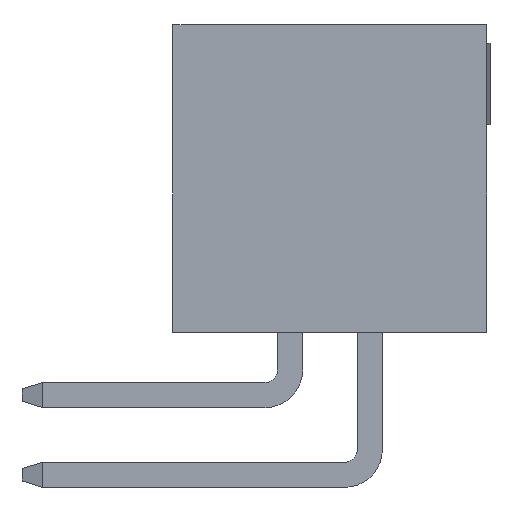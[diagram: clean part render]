
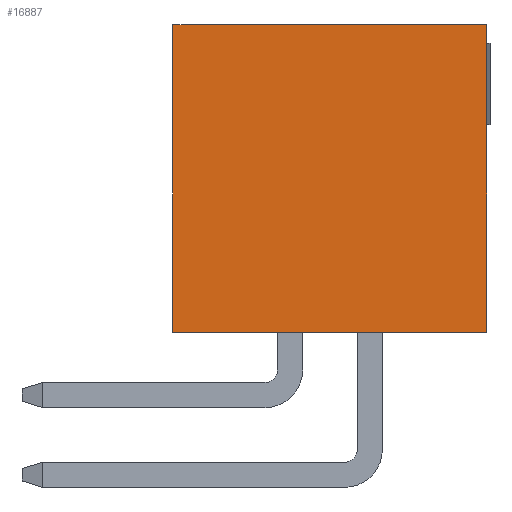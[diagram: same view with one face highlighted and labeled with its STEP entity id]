
A CAD part, left-side view. The second image highlights one B-rep face of the part: STEP entity #16887.
In plain terms, the highlighted planar face has unit normal (-1, 0, 0).
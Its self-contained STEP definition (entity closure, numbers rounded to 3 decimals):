
#2535=ORIENTED_EDGE('',*,*,#4924,.F.);
#2536=ORIENTED_EDGE('',*,*,#4892,.F.);
#2537=ORIENTED_EDGE('',*,*,#3921,.T.);
#2538=ORIENTED_EDGE('',*,*,#5228,.T.);
#3921=EDGE_CURVE('',#5758,#5757,#6941,.T.);
#4892=EDGE_CURVE('',#5758,#6438,#7912,.T.);
#4924=EDGE_CURVE('',#6438,#6445,#7944,.T.);
#5228=EDGE_CURVE('',#5757,#6445,#8248,.T.);
#5757=VERTEX_POINT('',#21018);
#5758=VERTEX_POINT('',#21020);
#6438=VERTEX_POINT('',#22936);
#6445=VERTEX_POINT('',#22976);
#6941=LINE('',#21019,#8769);
#7912=LINE('',#22935,#9740);
#7944=LINE('',#22975,#9772);
#8248=LINE('',#23581,#10076);
#8769=VECTOR('',#17845,1000.);
#9740=VECTOR('',#19346,1000.);
#9772=VECTOR('',#19380,1000.);
#10076=VECTOR('',#19844,1000.);
#10986=EDGE_LOOP('',(#2535,#2536,#2537,#2538));
#11646=FACE_BOUND('',#10986,.T.);
#12255=PLANE('',#17511);
#16887=ADVANCED_FACE('',(#11646),#12255,.T.);
#17511=AXIS2_PLACEMENT_3D('',#23582,#19845,#19846);
#17845=DIRECTION('',(0.,0.,1.));
#19346=DIRECTION('',(0.,1.,0.));
#19380=DIRECTION('',(0.,0.,1.));
#19844=DIRECTION('',(0.,1.,0.));
#19845=DIRECTION('',(-1.,0.,0.));
#19846=DIRECTION('',(0.,0.,1.));
#21018=CARTESIAN_POINT('',(-19.05,-2.5,2.45));
#21019=CARTESIAN_POINT('',(-19.05,-2.5,-2.45));
#21020=CARTESIAN_POINT('',(-19.05,-2.5,-2.45));
#22935=CARTESIAN_POINT('',(-19.05,-2.5,-2.45));
#22936=CARTESIAN_POINT('',(-19.05,2.5,-2.45));
#22975=CARTESIAN_POINT('',(-19.05,2.5,-2.45));
#22976=CARTESIAN_POINT('',(-19.05,2.5,2.45));
#23581=CARTESIAN_POINT('',(-19.05,-2.5,2.45));
#23582=CARTESIAN_POINT('',(-19.05,-2.5,-2.45));
